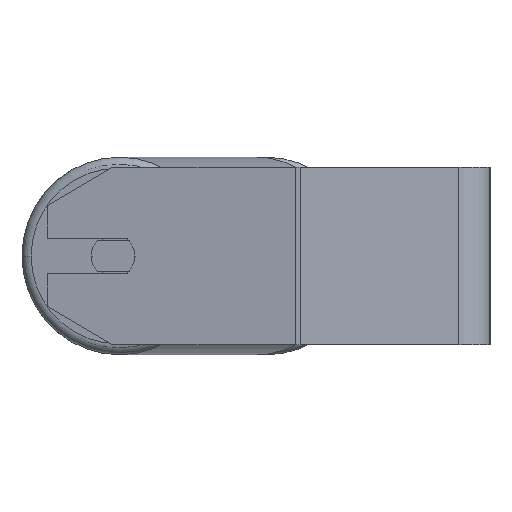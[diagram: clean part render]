
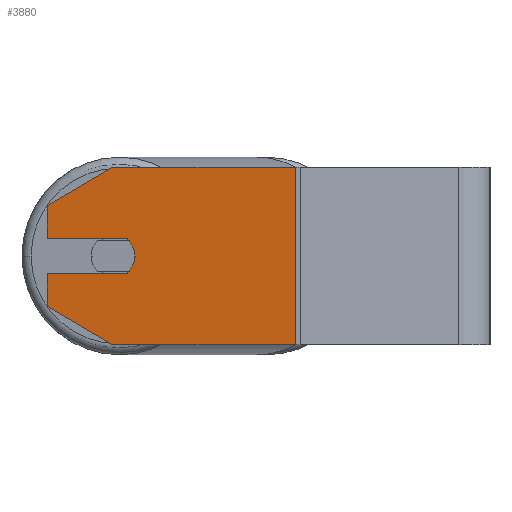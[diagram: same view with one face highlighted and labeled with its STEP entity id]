
A CAD part, left-side view. The second image highlights one B-rep face of the part: STEP entity #3880.
In plain terms, the highlighted planar face has unit normal (-0.985, 0.174, 0).
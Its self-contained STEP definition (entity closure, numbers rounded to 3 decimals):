
#40 = DIRECTION ( 'NONE',  ( -0.174, -0.985, 0. ) ) ;
#143 = ORIENTED_EDGE ( 'NONE', *, *, #7024, .F. ) ;
#304 = CARTESIAN_POINT ( 'NONE',  ( -580.33, 169.757, 40. ) ) ;
#313 = LINE ( 'NONE', #3104, #5660 ) ;
#387 = DIRECTION ( 'NONE',  ( 0.174, 0.985, 0. ) ) ;
#390 = CARTESIAN_POINT ( 'NONE',  ( -575.121, 199.301, 40. ) ) ;
#555 = DIRECTION ( 'NONE',  ( 0., 0., -1. ) ) ;
#600 = DIRECTION ( 'NONE',  ( 0.174, 0.985, 0. ) ) ;
#663 = CARTESIAN_POINT ( 'NONE',  ( -575.121, 199.301, 40. ) ) ;
#717 = VECTOR ( 'NONE', #5286, 1000. ) ;
#728 = CARTESIAN_POINT ( 'NONE',  ( -575.121, 199.301, 40. ) ) ;
#801 = EDGE_CURVE ( 'NONE', #6879, #1208, #925, .T. ) ;
#855 = VECTOR ( 'NONE', #2082, 1000. ) ;
#925 = CIRCLE ( 'NONE', #4159, 10. ) ;
#1208 = VERTEX_POINT ( 'NONE', #2553 ) ;
#1253 = LINE ( 'NONE', #390, #717 ) ;
#1292 = VECTOR ( 'NONE', #2049, 1000. ) ;
#1294 = LINE ( 'NONE', #8035, #7049 ) ;
#1311 = CARTESIAN_POINT ( 'NONE',  ( -580.33, 169.757, -40. ) ) ;
#1744 = CARTESIAN_POINT ( 'NONE',  ( -581.372, 163.848, -8. ) ) ;
#1985 = DIRECTION ( 'NONE',  ( 0.15, 0.853, -0.5 ) ) ;
#2049 = DIRECTION ( 'NONE',  ( -0.15, -0.853, -0.5 ) ) ;
#2057 = DIRECTION ( 'NONE',  ( -0.985, 0.174, 0. ) ) ;
#2082 = DIRECTION ( 'NONE',  ( 0., 0., -1. ) ) ;
#2182 = CARTESIAN_POINT ( 'NONE',  ( -575.121, 199.301, -22.679 ) ) ;
#2200 = CARTESIAN_POINT ( 'NONE',  ( -594.787, 87.768, -40. ) ) ;
#2232 = CARTESIAN_POINT ( 'NONE',  ( -594.787, 87.768, 40. ) ) ;
#2517 = DIRECTION ( 'NONE',  ( -0.174, -0.985, 0. ) ) ;
#2553 = CARTESIAN_POINT ( 'NONE',  ( -581.372, 163.848, 8. ) ) ;
#2601 = VERTEX_POINT ( 'NONE', #1311 ) ;
#2723 = ORIENTED_EDGE ( 'NONE', *, *, #6895, .F. ) ;
#2740 = VERTEX_POINT ( 'NONE', #2232 ) ;
#2805 = VERTEX_POINT ( 'NONE', #8133 ) ;
#2824 = LINE ( 'NONE', #728, #855 ) ;
#2987 = ORIENTED_EDGE ( 'NONE', *, *, #5961, .T. ) ;
#3061 = DIRECTION ( 'NONE',  ( 0.985, -0.174, 0. ) ) ;
#3104 = CARTESIAN_POINT ( 'NONE',  ( -581.372, 163.848, 8. ) ) ;
#3218 = DIRECTION ( 'NONE',  ( -0.174, -0.985, 0. ) ) ;
#3219 = DIRECTION ( 'NONE',  ( -0.174, -0.985, 0. ) ) ;
#3220 = LINE ( 'NONE', #3936, #7487 ) ;
#3265 = CARTESIAN_POINT ( 'NONE',  ( -580.33, 169.757, 0. ) ) ;
#3414 = CARTESIAN_POINT ( 'NONE',  ( -580.33, 169.757, 0. ) ) ;
#3524 = VERTEX_POINT ( 'NONE', #2200 ) ;
#3542 = ORIENTED_EDGE ( 'NONE', *, *, #5862, .T. ) ;
#3580 = VERTEX_POINT ( 'NONE', #1744 ) ;
#3623 = ORIENTED_EDGE ( 'NONE', *, *, #801, .F. ) ;
#3667 = ORIENTED_EDGE ( 'NONE', *, *, #7858, .T. ) ;
#3761 = ORIENTED_EDGE ( 'NONE', *, *, #8305, .T. ) ;
#3844 = CARTESIAN_POINT ( 'NONE',  ( -594.787, 87.768, 40. ) ) ;
#3880 = ADVANCED_FACE ( 'NONE', ( #7164 ), #6451, .F. ) ;
#3936 = CARTESIAN_POINT ( 'NONE',  ( -575.121, 199.301, -40. ) ) ;
#4016 = LINE ( 'NONE', #3844, #5196 ) ;
#4064 = DIRECTION ( 'NONE',  ( -0.985, 0.174, 0. ) ) ;
#4132 = LINE ( 'NONE', #663, #8509 ) ;
#4159 = AXIS2_PLACEMENT_3D ( 'NONE', #3265, #4064, #3219 ) ;
#4215 = VECTOR ( 'NONE', #1985, 1000. ) ;
#4353 = EDGE_CURVE ( 'NONE', #2740, #3524, #4016, .T. ) ;
#4364 = EDGE_CURVE ( 'NONE', #7509, #3580, #1294, .T. ) ;
#4420 = ORIENTED_EDGE ( 'NONE', *, *, #5547, .T. ) ;
#4623 = CARTESIAN_POINT ( 'NONE',  ( -575.121, 199.301, 22.679 ) ) ;
#4702 = ORIENTED_EDGE ( 'NONE', *, *, #4364, .F. ) ;
#4852 = EDGE_CURVE ( 'NONE', #3580, #6879, #5488, .T. ) ;
#5143 = VERTEX_POINT ( 'NONE', #4623 ) ;
#5196 = VECTOR ( 'NONE', #555, 1000. ) ;
#5249 = VERTEX_POINT ( 'NONE', #2182 ) ;
#5286 = DIRECTION ( 'NONE',  ( -0.174, -0.985, 0. ) ) ;
#5488 = CIRCLE ( 'NONE', #6630, 10. ) ;
#5545 = ORIENTED_EDGE ( 'NONE', *, *, #4852, .F. ) ;
#5547 = EDGE_CURVE ( 'NONE', #2601, #3524, #3220, .T. ) ;
#5660 = VECTOR ( 'NONE', #600, 1000. ) ;
#5862 = EDGE_CURVE ( 'NONE', #8435, #5143, #8727, .T. ) ;
#5961 = EDGE_CURVE ( 'NONE', #7509, #5249, #2824, .T. ) ;
#6451 = PLANE ( 'NONE',  #7181 ) ;
#6498 = CARTESIAN_POINT ( 'NONE',  ( -575.121, 199.301, 40. ) ) ;
#6630 = AXIS2_PLACEMENT_3D ( 'NONE', #3414, #2057, #40 ) ;
#6766 = LINE ( 'NONE', #8129, #1292 ) ;
#6804 = ORIENTED_EDGE ( 'NONE', *, *, #4353, .F. ) ;
#6864 = DIRECTION ( 'NONE',  ( 0., 0., -1. ) ) ;
#6879 = VERTEX_POINT ( 'NONE', #8354 ) ;
#6895 = EDGE_CURVE ( 'NONE', #1208, #2805, #313, .T. ) ;
#7024 = EDGE_CURVE ( 'NONE', #8435, #2740, #1253, .T. ) ;
#7049 = VECTOR ( 'NONE', #3218, 1000. ) ;
#7080 = EDGE_LOOP ( 'NONE', ( #5545, #4702, #2987, #3761, #4420, #6804, #143, #3542, #3667, #2723, #3623 ) ) ;
#7164 = FACE_OUTER_BOUND ( 'NONE', #7080, .T. ) ;
#7181 = AXIS2_PLACEMENT_3D ( 'NONE', #6498, #3061, #387 ) ;
#7487 = VECTOR ( 'NONE', #2517, 1000. ) ;
#7509 = VERTEX_POINT ( 'NONE', #8109 ) ;
#7858 = EDGE_CURVE ( 'NONE', #5143, #2805, #4132, .T. ) ;
#8035 = CARTESIAN_POINT ( 'NONE',  ( -581.372, 163.848, -8. ) ) ;
#8109 = CARTESIAN_POINT ( 'NONE',  ( -575.121, 199.301, -8. ) ) ;
#8129 = CARTESIAN_POINT ( 'NONE',  ( -580.33, 169.757, -40. ) ) ;
#8133 = CARTESIAN_POINT ( 'NONE',  ( -575.121, 199.301, 8. ) ) ;
#8305 = EDGE_CURVE ( 'NONE', #5249, #2601, #6766, .T. ) ;
#8354 = CARTESIAN_POINT ( 'NONE',  ( -582.067, 159.909, 0. ) ) ;
#8435 = VERTEX_POINT ( 'NONE', #304 ) ;
#8509 = VECTOR ( 'NONE', #6864, 1000. ) ;
#8685 = CARTESIAN_POINT ( 'NONE',  ( -575.121, 199.301, 22.679 ) ) ;
#8727 = LINE ( 'NONE', #8685, #4215 ) ;
